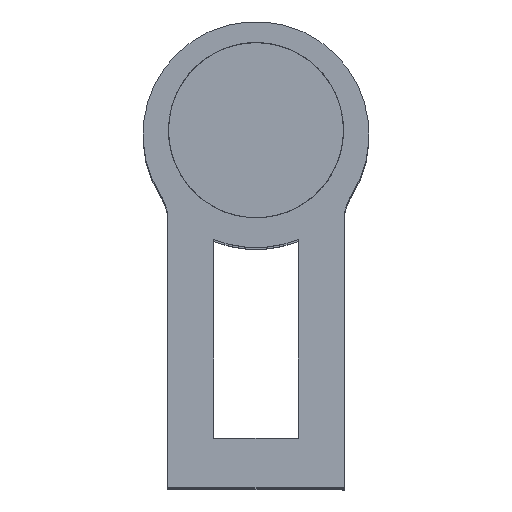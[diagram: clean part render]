
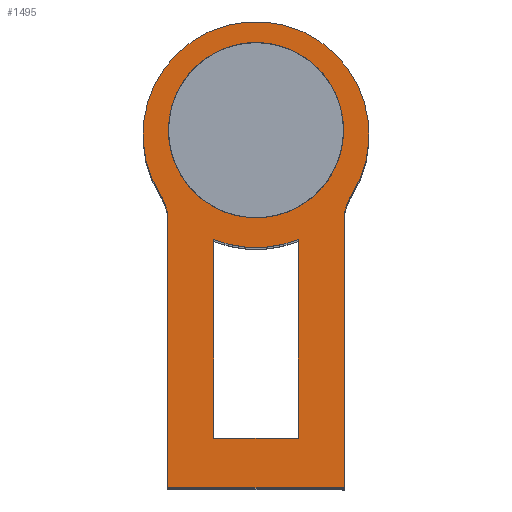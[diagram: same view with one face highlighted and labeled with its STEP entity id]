
A CAD part, top view. The second image highlights one B-rep face of the part: STEP entity #1495.
In plain terms, the highlighted planar face has unit normal (0, 0, 1).
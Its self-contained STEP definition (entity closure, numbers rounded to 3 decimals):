
#150=FACE_BOUND('',#348,.T.);
#151=FACE_BOUND('',#349,.T.);
#181=PLANE('',#1707);
#242=FACE_OUTER_BOUND('',#347,.T.);
#347=EDGE_LOOP('',(#1170,#1171,#1172,#1173,#1174,#1175));
#348=EDGE_LOOP('',(#1176));
#349=EDGE_LOOP('',(#1177,#1178,#1179,#1180));
#434=LINE('',#2464,#503);
#437=LINE('',#2470,#506);
#439=LINE('',#2473,#508);
#444=LINE('',#2490,#513);
#446=LINE('',#2494,#515);
#448=LINE('',#2498,#517);
#503=VECTOR('',#2005,10.);
#506=VECTOR('',#2010,10.);
#508=VECTOR('',#2014,10.);
#513=VECTOR('',#2031,10.);
#515=VECTOR('',#2035,10.);
#517=VECTOR('',#2039,10.);
#570=CIRCLE('',#1683,12.4);
#572=CIRCLE('',#1686,16.);
#573=CIRCLE('',#1688,16.);
#579=CIRCLE('',#1701,6.);
#580=CIRCLE('',#1706,6.);
#674=VERTEX_POINT('',#2431);
#676=VERTEX_POINT('',#2436);
#678=VERTEX_POINT('',#2440);
#679=VERTEX_POINT('',#2444);
#681=VERTEX_POINT('',#2447);
#686=VERTEX_POINT('',#2462);
#688=VERTEX_POINT('',#2468);
#693=VERTEX_POINT('',#2485);
#694=VERTEX_POINT('',#2489);
#695=VERTEX_POINT('',#2493);
#696=VERTEX_POINT('',#2497);
#838=EDGE_CURVE('',#674,#674,#570,.T.);
#843=EDGE_CURVE('',#676,#678,#572,.T.);
#845=EDGE_CURVE('',#681,#679,#573,.T.);
#853=EDGE_CURVE('',#678,#686,#434,.T.);
#856=EDGE_CURVE('',#686,#688,#437,.T.);
#858=EDGE_CURVE('',#688,#676,#439,.T.);
#864=EDGE_CURVE('',#693,#681,#579,.T.);
#866=EDGE_CURVE('',#694,#693,#444,.T.);
#868=EDGE_CURVE('',#695,#694,#446,.T.);
#870=EDGE_CURVE('',#696,#695,#448,.T.);
#872=EDGE_CURVE('',#679,#696,#580,.T.);
#1170=ORIENTED_EDGE('',*,*,#845,.T.);
#1171=ORIENTED_EDGE('',*,*,#872,.T.);
#1172=ORIENTED_EDGE('',*,*,#870,.T.);
#1173=ORIENTED_EDGE('',*,*,#868,.T.);
#1174=ORIENTED_EDGE('',*,*,#866,.T.);
#1175=ORIENTED_EDGE('',*,*,#864,.T.);
#1176=ORIENTED_EDGE('',*,*,#838,.T.);
#1177=ORIENTED_EDGE('',*,*,#853,.T.);
#1178=ORIENTED_EDGE('',*,*,#856,.T.);
#1179=ORIENTED_EDGE('',*,*,#858,.T.);
#1180=ORIENTED_EDGE('',*,*,#843,.T.);
#1495=ADVANCED_FACE('',(#242,#150,#151),#181,.T.);
#1683=AXIS2_PLACEMENT_3D('',#2432,#1973,#1974);
#1686=AXIS2_PLACEMENT_3D('',#2442,#1982,#1983);
#1688=AXIS2_PLACEMENT_3D('',#2448,#1987,#1988);
#1701=AXIS2_PLACEMENT_3D('',#2486,#2026,#2027);
#1706=AXIS2_PLACEMENT_3D('',#2501,#2043,#2044);
#1707=AXIS2_PLACEMENT_3D('',#2502,#2045,#2046);
#1973=DIRECTION('center_axis',(0.,0.,-1.));
#1974=DIRECTION('ref_axis',(-1.,0.,0.));
#1982=DIRECTION('center_axis',(0.,0.,1.));
#1983=DIRECTION('ref_axis',(0.375,0.927,0.));
#1987=DIRECTION('center_axis',(0.,0.,1.));
#1988=DIRECTION('ref_axis',(-0.841,0.541,0.));
#2005=DIRECTION('',(0.,-1.,0.));
#2010=DIRECTION('',(-1.,0.,0.));
#2014=DIRECTION('',(0.,1.,0.));
#2026=DIRECTION('center_axis',(0.,0.,-1.));
#2027=DIRECTION('ref_axis',(-0.841,0.541,0.));
#2031=DIRECTION('',(0.,1.,0.));
#2035=DIRECTION('',(1.,0.,0.));
#2039=DIRECTION('',(0.,-1.,0.));
#2043=DIRECTION('center_axis',(0.,0.,-1.));
#2044=DIRECTION('ref_axis',(1.,0.,0.));
#2045=DIRECTION('center_axis',(0.,0.,1.));
#2046=DIRECTION('ref_axis',(1.,0.,0.));
#2431=CARTESIAN_POINT('',(12.4,0.626,7.));
#2432=CARTESIAN_POINT('Origin',(0.,0.626,7.));
#2436=CARTESIAN_POINT('',(-6.,-14.832,7.));
#2440=CARTESIAN_POINT('',(6.,-14.832,7.));
#2442=CARTESIAN_POINT('Origin',(0.,0.,7.));
#2444=CARTESIAN_POINT('',(-13.455,-8.659,7.));
#2447=CARTESIAN_POINT('',(13.455,-8.659,7.));
#2448=CARTESIAN_POINT('Origin',(0.,0.,7.));
#2462=CARTESIAN_POINT('',(6.,-43.,7.));
#2464=CARTESIAN_POINT('',(6.,-32.08,7.));
#2468=CARTESIAN_POINT('',(-6.,-43.,7.));
#2470=CARTESIAN_POINT('',(-3.,-43.,7.));
#2473=CARTESIAN_POINT('',(-6.,-17.996,7.));
#2485=CARTESIAN_POINT('',(12.5,-11.906,7.));
#2486=CARTESIAN_POINT('Origin',(18.5,-11.906,7.));
#2489=CARTESIAN_POINT('',(12.5,-50.,7.));
#2490=CARTESIAN_POINT('',(12.5,-11.906,7.));
#2493=CARTESIAN_POINT('',(-12.5,-50.,7.));
#2494=CARTESIAN_POINT('',(-11.,-50.,7.));
#2497=CARTESIAN_POINT('',(-12.5,-11.906,7.));
#2498=CARTESIAN_POINT('',(-12.5,-50.,7.));
#2501=CARTESIAN_POINT('Origin',(-18.5,-11.906,7.));
#2502=CARTESIAN_POINT('Origin',(0.,-21.159,
7.));
